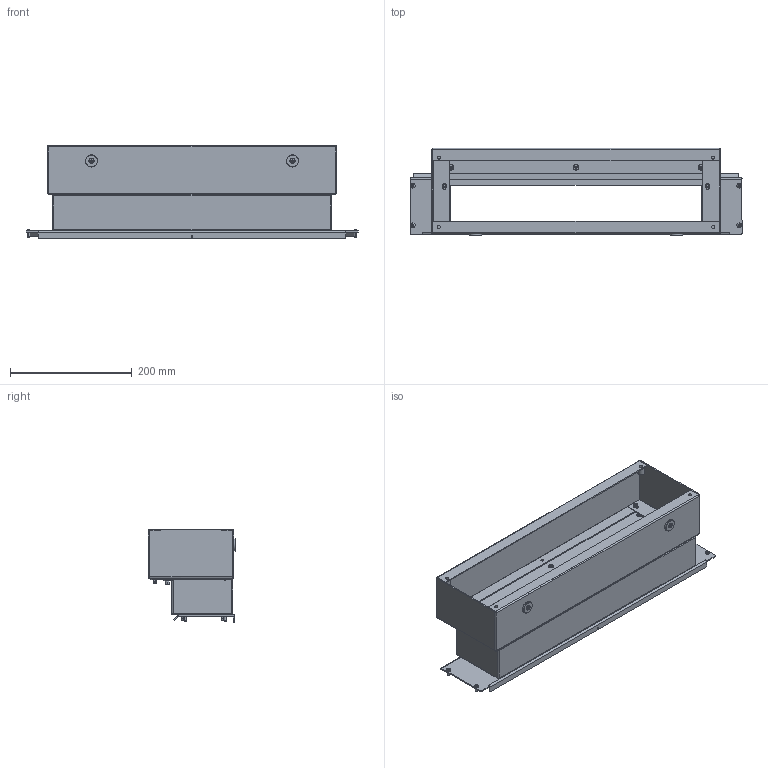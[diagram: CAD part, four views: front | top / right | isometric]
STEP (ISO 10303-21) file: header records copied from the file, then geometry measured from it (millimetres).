
FILE_DESCRIPTION (( 'STEP AP214' ), '1' );
FILE_NAME ('INGUN_115717.STEP', '2024-10-10T11:20:49', ( '' ), ( '' ), 'SwSTEP 2.0', 'SolidWorks 2021', '' );
FILE_SCHEMA (( 'AUTOMOTIVE_DESIGN' ));
Length unit declared in the file: millimetre
Products named in the file (11): DIN934~n_M04,0; 112324~3_S; 115737~0; DIN912~n_M04,0x008; 115756~0_S; ISO7380~n_M04,0x010; INGUN_115717; DIN125~n_04,3 M04,0; 112313~0_S; DIN7991~n_M04,0x010 VA; 115670~2_S
Assembly tree (29 placements, depth 2):
  INGUN_115717
    112324~3_S
    112313~0_S  x2
    DIN125~n_04,3 M04,0  x2
    DIN934~n_M04,0  x2
    DIN7991~n_M04,0x010 VA  x5
    ISO7380~n_M04,0x010  x4
    115737~0
    115670~2_S
    115756~0_S
    DIN912~n_M04,0x008  x10
Bounding box: 545 x 143.1 x 152 mm (x, y, z)
Volume: 553971.3 mm3; surface area: 573861.7 mm2
Topology: 29 solids, 29 shells, 1062 faces, 2623 edges, 1667 vertices
Faces by surface type: cylinder 595, plane 353, cone 106, torus 8
Entity records: 17936 total; most frequent: DIRECTION 3110, CARTESIAN_POINT 3002, ORIENTED_EDGE 2798, EDGE_CURVE 1399, AXIS2_PLACEMENT_3D 1145, VERTEX_POINT 877, LINE 820, VECTOR 820
